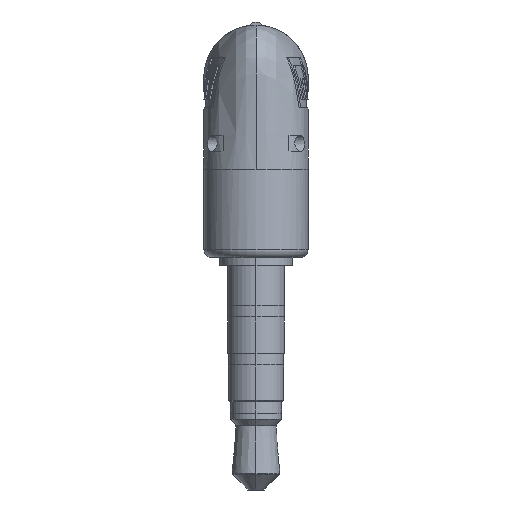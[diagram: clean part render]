
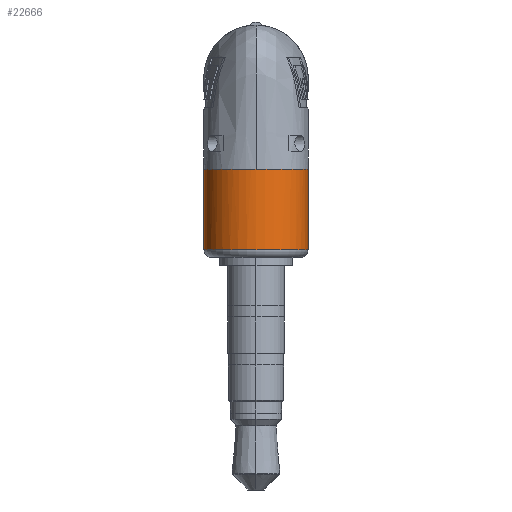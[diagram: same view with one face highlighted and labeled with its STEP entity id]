
A CAD part, left-side view. The second image highlights one B-rep face of the part: STEP entity #22666.
In plain terms, the highlighted cylindrical face has radius 3.25 mm (diameter 6.5 mm), a partial arc.
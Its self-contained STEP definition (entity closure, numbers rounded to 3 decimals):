
#369 = CARTESIAN_POINT ( 'NONE',  ( -3.25, 0., 8. ) ) ;
#756 = LINE ( 'NONE', #18630, #11680 ) ;
#1292 = VERTEX_POINT ( 'NONE', #13012 ) ;
#1777 = AXIS2_PLACEMENT_3D ( 'NONE', #20835, #20931, #18653 ) ;
#1978 = DIRECTION ( 'NONE',  ( 1., 0., 0. ) ) ;
#2339 = CARTESIAN_POINT ( 'NONE',  ( 0., 0., 3. ) ) ;
#2372 = DIRECTION ( 'NONE',  ( 0., 0., -1. ) ) ;
#3193 = CARTESIAN_POINT ( 'NONE',  ( 2.358, 2.358, 8. ) ) ;
#3705 = ORIENTED_EDGE ( 'NONE', *, *, #14786, .T. ) ;
#3781 = FACE_OUTER_BOUND ( 'NONE', #22603, .T. ) ;
#4306 = ORIENTED_EDGE ( 'NONE', *, *, #6258, .T. ) ;
#4373 = CARTESIAN_POINT ( 'NONE',  ( -2.358, 2.358, 8. ) ) ;
#4497 = LINE ( 'NONE', #369, #23014 ) ;
#5227 = VERTEX_POINT ( 'NONE', #9333 ) ;
#5460 = DIRECTION ( 'NONE',  ( 0., 0., -1. ) ) ;
#6258 = EDGE_CURVE ( 'NONE', #13637, #1292, #756, .T. ) ;
#7558 = CARTESIAN_POINT ( 'NONE',  ( 1.276, 3.081, 8. ) ) ;
#8731 = CARTESIAN_POINT ( 'NONE',  ( -0.425, 3.25, 8. ) ) ;
#9333 = CARTESIAN_POINT ( 'NONE',  ( -3.25, 0., 8. ) ) ;
#11114 = VERTEX_POINT ( 'NONE', #28468 ) ;
#11680 = VECTOR ( 'NONE', #5460, 1000. ) ;
#13012 = CARTESIAN_POINT ( 'NONE',  ( 3.25, 0., 3. ) ) ;
#13290 = CARTESIAN_POINT ( 'NONE',  ( -1.276, 3.081, 8. ) ) ;
#13637 = VERTEX_POINT ( 'NONE', #19983 ) ;
#14029 = CARTESIAN_POINT ( 'NONE',  ( 0., 3.25, 8. ) ) ;
#14134 = CARTESIAN_POINT ( 'NONE',  ( 3.25, 0.425, 8. ) ) ;
#14786 = EDGE_CURVE ( 'NONE', #1292, #11114, #25166, .T. ) ;
#15125 = ORIENTED_EDGE ( 'NONE', *, *, #25881, .F. ) ;
#15792 = CYLINDRICAL_SURFACE ( 'NONE', #1777, 3.25 ) ;
#16348 = CARTESIAN_POINT ( 'NONE',  ( 3.081, 1.276, 8. ) ) ;
#17112 = ORIENTED_EDGE ( 'NONE', *, *, #18314, .F. ) ;
#17366 = EDGE_CURVE ( 'NONE', #18611, #5227, #27512, .T. ) ;
#17628 = CARTESIAN_POINT ( 'NONE',  ( 0., 3.25, 8. ) ) ;
#17725 = CARTESIAN_POINT ( 'NONE',  ( -3.25, 0.425, 8. ) ) ;
#17976 = B_SPLINE_CURVE_WITH_KNOTS ( 'NONE', 3,
 ( #18272, #14134, #16348, #3193, #7558, #24957, #14029 ),
 .UNSPECIFIED., .F., .F.,
 ( 4, 1, 1, 1, 4 ),
 ( 0.75, 0.813, 0.875, 0.938, 1. ),
 .UNSPECIFIED. ) ;
#18272 = CARTESIAN_POINT ( 'NONE',  ( 3.25, 0., 8. ) ) ;
#18314 = EDGE_CURVE ( 'NONE', #5227, #11114, #4497, .T. ) ;
#18611 = VERTEX_POINT ( 'NONE', #21329 ) ;
#18630 = CARTESIAN_POINT ( 'NONE',  ( 3.25, 0., 8. ) ) ;
#18653 = DIRECTION ( 'NONE',  ( -1., 0., 0. ) ) ;
#19510 = DIRECTION ( 'NONE',  ( 0., 0., 1. ) ) ;
#19916 = CARTESIAN_POINT ( 'NONE',  ( -3.25, 0., 8. ) ) ;
#19983 = CARTESIAN_POINT ( 'NONE',  ( 3.25, 0., 8. ) ) ;
#20835 = CARTESIAN_POINT ( 'NONE',  ( 0., 0., 8. ) ) ;
#20931 = DIRECTION ( 'NONE',  ( 0., 0., -1. ) ) ;
#21329 = CARTESIAN_POINT ( 'NONE',  ( 0., 3.25, 8. ) ) ;
#22603 = EDGE_LOOP ( 'NONE', ( #15125, #4306, #3705, #17112, #25511 ) ) ;
#22666 = ADVANCED_FACE ( 'NONE', ( #3781 ), #15792, .T. ) ;
#23014 = VECTOR ( 'NONE', #2372, 1000. ) ;
#24957 = CARTESIAN_POINT ( 'NONE',  ( 0.425, 3.25, 8. ) ) ;
#25166 = CIRCLE ( 'NONE', #27886, 3.25 ) ;
#25511 = ORIENTED_EDGE ( 'NONE', *, *, #17366, .F. ) ;
#25881 = EDGE_CURVE ( 'NONE', #13637, #18611, #17976, .T. ) ;
#26169 = CARTESIAN_POINT ( 'NONE',  ( -3.081, 1.276, 8. ) ) ;
#27512 = B_SPLINE_CURVE_WITH_KNOTS ( 'NONE', 3,
 ( #17628, #8731, #13290, #4373, #26169, #17725, #19916 ),
 .UNSPECIFIED., .F., .F.,
 ( 4, 1, 1, 1, 4 ),
 ( 0., 0.063, 0.125, 0.187, 0.25 ),
 .UNSPECIFIED. ) ;
#27886 = AXIS2_PLACEMENT_3D ( 'NONE', #2339, #19510, #1978 ) ;
#28468 = CARTESIAN_POINT ( 'NONE',  ( -3.25, 0., 3. ) ) ;
